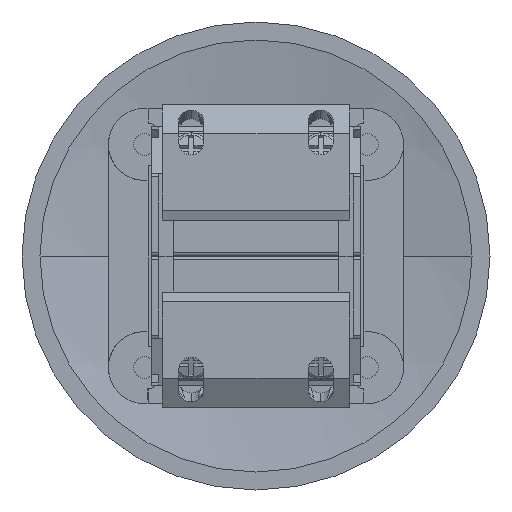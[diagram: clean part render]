
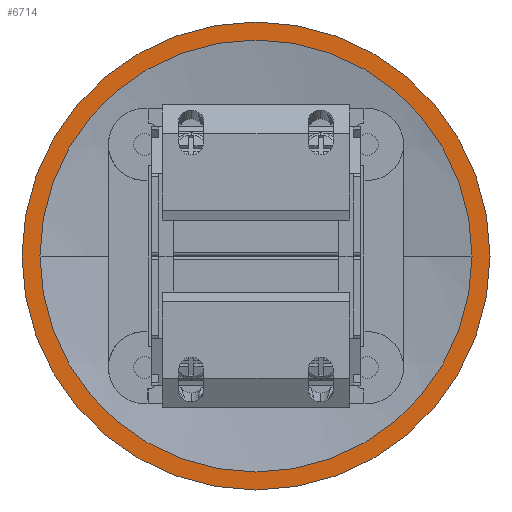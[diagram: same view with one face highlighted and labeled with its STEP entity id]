
A CAD part, front view. The second image highlights one B-rep face of the part: STEP entity #6714.
In plain terms, the highlighted planar face has unit normal (0, -1, 0).
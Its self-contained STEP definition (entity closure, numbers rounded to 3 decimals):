
#37 = CARTESIAN_POINT ( 'NONE',  ( 0., 20., 0. ) ) ;
#538 = AXIS2_PLACEMENT_3D ( 'NONE', #1709, #8094, #2625 ) ;
#696 = EDGE_CURVE ( 'NONE', #2654, #10944, #1216, .T. ) ;
#739 = VERTEX_POINT ( 'NONE', #7220 ) ;
#927 = CIRCLE ( 'NONE', #7509, 32.5 ) ;
#971 = DIRECTION ( 'NONE',  ( -1., 0., 0. ) ) ;
#1019 = EDGE_LOOP ( 'NONE', ( #6845, #5589 ) ) ;
#1216 = CIRCLE ( 'NONE', #538, 30. ) ;
#1709 = CARTESIAN_POINT ( 'NONE',  ( 0., 20., 0. ) ) ;
#1874 = EDGE_LOOP ( 'NONE', ( #5913, #5179 ) ) ;
#2625 = DIRECTION ( 'NONE',  ( -1., 0., 0. ) ) ;
#2654 = VERTEX_POINT ( 'NONE', #3012 ) ;
#3012 = CARTESIAN_POINT ( 'NONE',  ( -30., 20., 0. ) ) ;
#3212 = VERTEX_POINT ( 'NONE', #8110 ) ;
#3360 = DIRECTION ( 'NONE',  ( 0., 1., 0. ) ) ;
#3533 = CARTESIAN_POINT ( 'NONE',  ( 0., 20., 0. ) ) ;
#3766 = EDGE_CURVE ( 'NONE', #739, #3212, #927, .T. ) ;
#3894 = DIRECTION ( 'NONE',  ( 0., -1., 0. ) ) ;
#3975 = EDGE_CURVE ( 'NONE', #3212, #739, #8767, .T. ) ;
#4466 = DIRECTION ( 'NONE',  ( 1., 0., 0. ) ) ;
#5179 = ORIENTED_EDGE ( 'NONE', *, *, #3766, .T. ) ;
#5589 = ORIENTED_EDGE ( 'NONE', *, *, #696, .F. ) ;
#5833 = FACE_BOUND ( 'NONE', #1019, .T. ) ;
#5913 = ORIENTED_EDGE ( 'NONE', *, *, #3975, .T. ) ;
#6025 = CARTESIAN_POINT ( 'NONE',  ( 30., 20., 0. ) ) ;
#6458 = DIRECTION ( 'NONE',  ( 0., -1., 0. ) ) ;
#6678 = AXIS2_PLACEMENT_3D ( 'NONE', #9379, #3894, #10309 ) ;
#6714 = ADVANCED_FACE ( 'NONE', ( #5833, #8257 ), #10672, .F. ) ;
#6845 = ORIENTED_EDGE ( 'NONE', *, *, #8127, .F. ) ;
#7220 = CARTESIAN_POINT ( 'NONE',  ( -32.5, 20., 0. ) ) ;
#7509 = AXIS2_PLACEMENT_3D ( 'NONE', #3533, #9939, #4466 ) ;
#8094 = DIRECTION ( 'NONE',  ( 0., -1., 0. ) ) ;
#8110 = CARTESIAN_POINT ( 'NONE',  ( 32.5, 20., 0. ) ) ;
#8127 = EDGE_CURVE ( 'NONE', #10944, #2654, #10890, .T. ) ;
#8257 = FACE_OUTER_BOUND ( 'NONE', #1874, .T. ) ;
#8767 = CIRCLE ( 'NONE', #6678, 32.5 ) ;
#8808 = CARTESIAN_POINT ( 'NONE',  ( 0., 20., 0. ) ) ;
#9379 = CARTESIAN_POINT ( 'NONE',  ( 0., 20., 0. ) ) ;
#9768 = DIRECTION ( 'NONE',  ( -1., 0., 0. ) ) ;
#9939 = DIRECTION ( 'NONE',  ( 0., -1., 0. ) ) ;
#10079 = AXIS2_PLACEMENT_3D ( 'NONE', #37, #6458, #971 ) ;
#10309 = DIRECTION ( 'NONE',  ( 1., 0., 0. ) ) ;
#10479 = AXIS2_PLACEMENT_3D ( 'NONE', #8808, #3360, #9768 ) ;
#10672 = PLANE ( 'NONE',  #10479 ) ;
#10890 = CIRCLE ( 'NONE', #10079, 30. ) ;
#10944 = VERTEX_POINT ( 'NONE', #6025 ) ;
